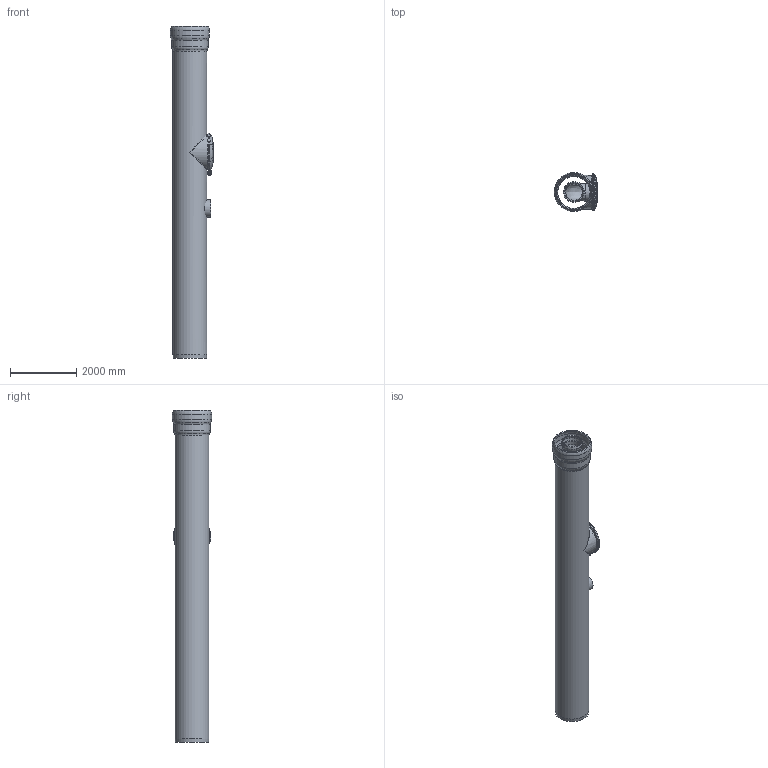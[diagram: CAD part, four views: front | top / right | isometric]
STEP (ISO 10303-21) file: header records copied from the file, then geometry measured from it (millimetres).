
FILE_DESCRIPTION(/* description */ (''),/* implementation_level */ '2;1');
FILE_NAME(/* name */ '13504.100X_3D.stp',/* time_stamp */ '2025-03-20T09:45:14+01:00',/* author */ ('CAD'),/* organization */ (''),/* preprocessor_version */ 'ST-DEVELOPER v20',/* originating_system */ 'AutoCAD Mechanical',/* authorisation */ '');
FILE_SCHEMA (('AUTOMOTIVE_DESIGN { 1 0 10303 214 3 1 1 }'));
Length unit declared in the file: centimetre
Products named in the file (2): Product; *S0
Assembly tree (1 placements, depth 2):
  Product
    *S0
Bounding box: 1309.31 x 1180 x 10000 mm (x, y, z)
Volume: 859012984.4 mm3; surface area: 88951150.7 mm2
Topology: 10 solids, 10 shells, 255 faces, 704 edges, 464 vertices
Faces by surface type: plane 80, cone 75, cylinder 48, torus 30, bspline 14, sphere 8
Full cylindrical faces by diameter (mm): 60 x2, 70 x2, 100 x2, 499.993 x1, 500 x1, 529.993 x2, 530 x1, 560 x1, 590 x1, 600 x1, 630 x1, 960 x1, 980 x1, 1020 x1, 1060 x1, 1090 x1, 1100 x1, 1140 x1, 1180 x1
Entity records: 11850 total; most frequent: CARTESIAN_POINT 5286, ORIENTED_EDGE 1390, DIRECTION 1323, EDGE_CURVE 695, AXIS2_PLACEMENT_3D 545, VERTEX_POINT 462, EDGE_LOOP 319, FACE_OUTER_BOUND 255
